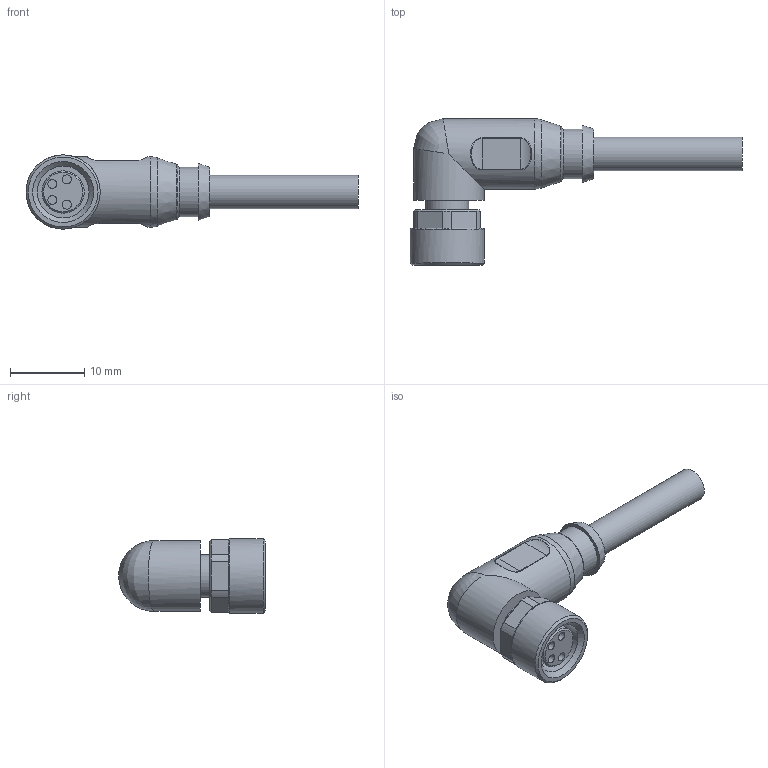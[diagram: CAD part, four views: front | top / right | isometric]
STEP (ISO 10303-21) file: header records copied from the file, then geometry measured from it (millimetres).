
FILE_DESCRIPTION(('M8 Buchse'),'2;1');
FILE_NAME('M8-Buchse 4pol gewinkelt neu.stp','2011-07-07T11:10:17',('Murrelektronik GmbH Bachgasse 3 09366 Stollberg'),('Werk Stollberg'),'Autodesk Inventor 2011','Autodesk Inventor 2011','');
FILE_SCHEMA(('AUTOMOTIVE_DESIGN { 1 0 10303 214 1 1 1 1 }'));
Length unit declared in the file: millimetre
Products named in the file (1): Bauteil1
Bounding box: 44.72 x 19.75 x 10 mm (x, y, z)
Volume: 2383.8 mm3; surface area: 1757.6 mm2
Topology: 1 solids, 1 shells, 79 faces, 170 edges, 104 vertices
Faces by surface type: plane 33, cylinder 26, cone 11, bspline 6, torus 3
Full cylindrical faces by diameter (mm): 1.2 x4, 4.5 x1, 5.7 x1, 5.8 x1, 6.7 x1, 7 x1, 9.5 x2, 10 x1
Entity records: 2255 total; most frequent: CARTESIAN_POINT 671, DIRECTION 322, ORIENTED_EDGE 284, EDGE_CURVE 142, AXIS2_PLACEMENT_3D 140, EDGE_LOOP 113, VERTEX_POINT 99, FACE_OUTER_BOUND 79
